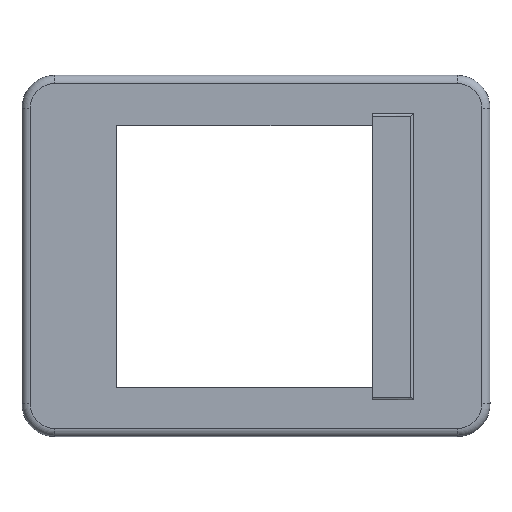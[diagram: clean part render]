
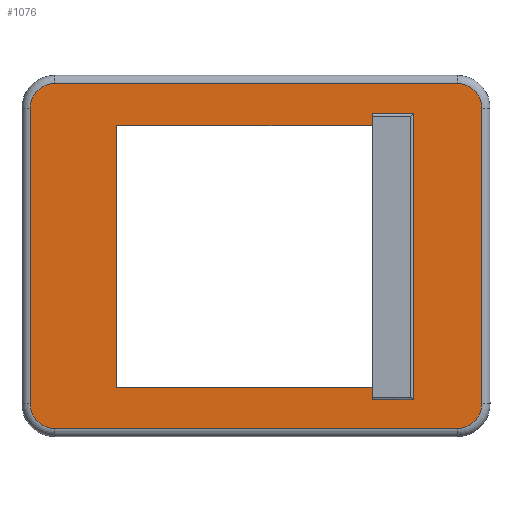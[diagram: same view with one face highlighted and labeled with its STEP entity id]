
A CAD part, top view. The second image highlights one B-rep face of the part: STEP entity #1076.
In plain terms, the highlighted planar face has unit normal (0, 0, 1).
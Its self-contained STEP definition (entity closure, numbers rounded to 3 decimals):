
#19=FACE_BOUND('',#145,.T.);
#35=PLANE('',#1159);
#79=FACE_OUTER_BOUND('',#144,.T.);
#144=EDGE_LOOP('',(#780,#781,#782,#783,#784,#785,#786,#787));
#145=EDGE_LOOP('',(#788,#789,#790,#791,#792,#793,#794,#795));
#212=CIRCLE('',#1160,3.);
#213=CIRCLE('',#1161,3.);
#214=CIRCLE('',#1162,3.);
#215=CIRCLE('',#1163,3.);
#258=LINE('',#1610,#372);
#262=LINE('',#1618,#376);
#268=LINE('',#1629,#382);
#270=LINE('',#1633,#384);
#271=LINE('',#1635,#385);
#275=LINE('',#1647,#389);
#276=LINE('',#1651,#390);
#277=LINE('',#1655,#391);
#278=LINE('',#1658,#392);
#279=LINE('',#1660,#393);
#280=LINE('',#1662,#394);
#281=LINE('',#1663,#395);
#372=VECTOR('',#1280,10.);
#376=VECTOR('',#1284,10.);
#382=VECTOR('',#1294,10.);
#384=VECTOR('',#1298,10.);
#385=VECTOR('',#1301,10.);
#389=VECTOR('',#1311,10.);
#390=VECTOR('',#1314,10.);
#391=VECTOR('',#1317,10.);
#392=VECTOR('',#1320,10.);
#393=VECTOR('',#1321,10.);
#394=VECTOR('',#1322,10.);
#395=VECTOR('',#1323,10.);
#486=VERTEX_POINT('',#1607);
#487=VERTEX_POINT('',#1609);
#490=VERTEX_POINT('',#1615);
#491=VERTEX_POINT('',#1617);
#494=VERTEX_POINT('',#1627);
#495=VERTEX_POINT('',#1631);
#498=VERTEX_POINT('',#1643);
#499=VERTEX_POINT('',#1644);
#500=VERTEX_POINT('',#1646);
#501=VERTEX_POINT('',#1648);
#502=VERTEX_POINT('',#1650);
#503=VERTEX_POINT('',#1652);
#504=VERTEX_POINT('',#1654);
#505=VERTEX_POINT('',#1656);
#506=VERTEX_POINT('',#1659);
#507=VERTEX_POINT('',#1661);
#590=EDGE_CURVE('',#487,#486,#258,.T.);
#594=EDGE_CURVE('',#491,#490,#262,.T.);
#600=EDGE_CURVE('',#486,#494,#268,.T.);
#602=EDGE_CURVE('',#494,#495,#270,.T.);
#603=EDGE_CURVE('',#495,#491,#271,.T.);
#607=EDGE_CURVE('',#498,#499,#212,.T.);
#608=EDGE_CURVE('',#500,#498,#275,.T.);
#609=EDGE_CURVE('',#501,#500,#213,.T.);
#610=EDGE_CURVE('',#502,#501,#276,.T.);
#611=EDGE_CURVE('',#503,#502,#214,.T.);
#612=EDGE_CURVE('',#504,#503,#277,.T.);
#613=EDGE_CURVE('',#505,#504,#215,.T.);
#614=EDGE_CURVE('',#499,#505,#278,.T.);
#615=EDGE_CURVE('',#490,#506,#279,.T.);
#616=EDGE_CURVE('',#506,#507,#280,.T.);
#617=EDGE_CURVE('',#507,#487,#281,.T.);
#780=ORIENTED_EDGE('',*,*,#607,.F.);
#781=ORIENTED_EDGE('',*,*,#608,.F.);
#782=ORIENTED_EDGE('',*,*,#609,.F.);
#783=ORIENTED_EDGE('',*,*,#610,.F.);
#784=ORIENTED_EDGE('',*,*,#611,.F.);
#785=ORIENTED_EDGE('',*,*,#612,.F.);
#786=ORIENTED_EDGE('',*,*,#613,.F.);
#787=ORIENTED_EDGE('',*,*,#614,.F.);
#788=ORIENTED_EDGE('',*,*,#594,.T.);
#789=ORIENTED_EDGE('',*,*,#615,.T.);
#790=ORIENTED_EDGE('',*,*,#616,.T.);
#791=ORIENTED_EDGE('',*,*,#617,.T.);
#792=ORIENTED_EDGE('',*,*,#590,.T.);
#793=ORIENTED_EDGE('',*,*,#600,.T.);
#794=ORIENTED_EDGE('',*,*,#602,.T.);
#795=ORIENTED_EDGE('',*,*,#603,.T.);
#1076=ADVANCED_FACE('',(#79,#19),#35,.T.);
#1159=AXIS2_PLACEMENT_3D('',#1642,#1307,#1308);
#1160=AXIS2_PLACEMENT_3D('',#1645,#1309,#1310);
#1161=AXIS2_PLACEMENT_3D('',#1649,#1312,#1313);
#1162=AXIS2_PLACEMENT_3D('',#1653,#1315,#1316);
#1163=AXIS2_PLACEMENT_3D('',#1657,#1318,#1319);
#1280=DIRECTION('',(0.,1.,0.));
#1284=DIRECTION('',(0.,1.,0.));
#1294=DIRECTION('',(1.,0.,0.));
#1298=DIRECTION('',(0.,-1.,0.));
#1301=DIRECTION('',(-1.,0.,0.));
#1307=DIRECTION('center_axis',(0.,0.,1.));
#1308=DIRECTION('ref_axis',(1.,0.,0.));
#1309=DIRECTION('center_axis',(0.,0.,-1.));
#1310=DIRECTION('ref_axis',(0.707,-0.707,0.));
#1311=DIRECTION('',(0.,-1.,0.));
#1312=DIRECTION('center_axis',(0.,0.,-1.));
#1313=DIRECTION('ref_axis',(0.707,0.707,0.));
#1314=DIRECTION('',(1.,0.,0.));
#1315=DIRECTION('center_axis',(0.,0.,-1.));
#1316=DIRECTION('ref_axis',(-0.707,0.707,0.));
#1317=DIRECTION('',(0.,1.,0.));
#1318=DIRECTION('center_axis',(0.,0.,-1.));
#1319=DIRECTION('ref_axis',(-0.707,-0.707,0.));
#1320=DIRECTION('',(-1.,0.,0.));
#1321=DIRECTION('',(-1.,0.,0.));
#1322=DIRECTION('',(0.,1.,0.));
#1323=DIRECTION('',(1.,0.,0.));
#1607=CARTESIAN_POINT('',(14.175,17.346,-93.));
#1609=CARTESIAN_POINT('',(14.175,15.846,-93.));
#1610=CARTESIAN_POINT('',(14.175,8.673,-93.));
#1615=CARTESIAN_POINT('',(14.175,-16.028,-93.));
#1617=CARTESIAN_POINT('',(14.175,-17.528,-93.));
#1618=CARTESIAN_POINT('',(14.175,-8.014,-93.));
#1627=CARTESIAN_POINT('',(19.175,17.346,-93.));
#1629=CARTESIAN_POINT('',(9.588,17.346,-93.));
#1631=CARTESIAN_POINT('',(19.175,-17.528,-93.));
#1633=CARTESIAN_POINT('',(19.175,-8.764,-93.));
#1635=CARTESIAN_POINT('',(7.088,-17.528,-93.));
#1642=CARTESIAN_POINT('Origin',(0.,0.,
-93.));
#1643=CARTESIAN_POINT('',(27.5,-18.,-93.));
#1644=CARTESIAN_POINT('',(24.5,-21.,-93.));
#1645=CARTESIAN_POINT('Origin',(24.5,-18.,-93.));
#1646=CARTESIAN_POINT('',(27.5,18.,-93.));
#1647=CARTESIAN_POINT('',(27.5,-11.,-93.));
#1648=CARTESIAN_POINT('',(24.5,21.,-93.));
#1649=CARTESIAN_POINT('Origin',(24.5,18.,-93.));
#1650=CARTESIAN_POINT('',(-24.5,21.,-93.));
#1651=CARTESIAN_POINT('',(14.25,21.,-93.));
#1652=CARTESIAN_POINT('',(-27.5,18.,-93.));
#1653=CARTESIAN_POINT('Origin',(-24.5,18.,-93.));
#1654=CARTESIAN_POINT('',(-27.5,-18.,-93.));
#1655=CARTESIAN_POINT('',(-27.5,11.,-93.));
#1656=CARTESIAN_POINT('',(-24.5,-21.,-93.));
#1657=CARTESIAN_POINT('Origin',(-24.5,-18.,-93.));
#1658=CARTESIAN_POINT('',(-14.25,-21.,-93.));
#1659=CARTESIAN_POINT('',(-17.,-16.028,-93.));
#1660=CARTESIAN_POINT('',(8.588,-16.028,-93.));
#1661=CARTESIAN_POINT('',(-17.,15.846,-93.));
#1662=CARTESIAN_POINT('',(-17.,-16.028,-93.));
#1663=CARTESIAN_POINT('',(-17.,15.846,-93.));
